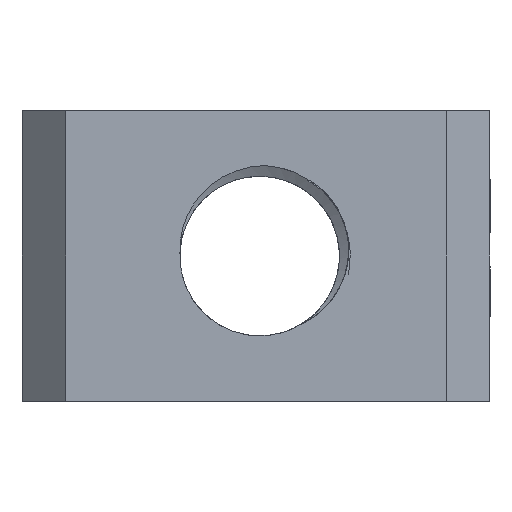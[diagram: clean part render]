
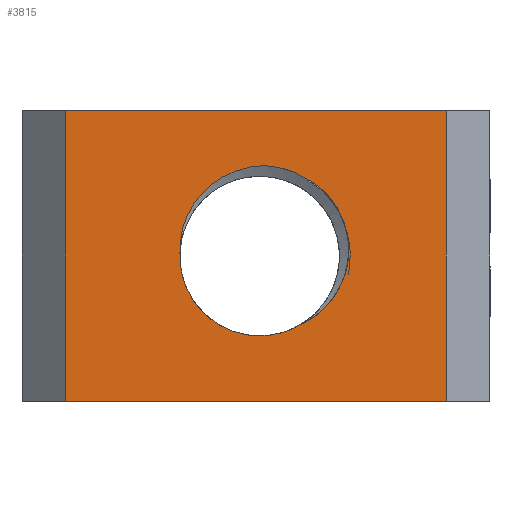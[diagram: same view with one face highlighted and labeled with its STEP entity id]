
A CAD part, left-side view. The second image highlights one B-rep face of the part: STEP entity #3815.
In plain terms, the highlighted face is planar.
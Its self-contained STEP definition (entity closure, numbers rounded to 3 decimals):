
#89 = CARTESIAN_POINT ( 'NONE',  ( 28.914, -0.506, 37.5 ) ) ;
#103 = CIRCLE ( 'NONE', #245, 5.628 ) ;
#113 = DIRECTION ( 'NONE',  ( 1., 0., 0. ) ) ;
#157 = CARTESIAN_POINT ( 'NONE',  ( 32.678, -15.146, 37.5 ) ) ;
#164 = VERTEX_POINT ( 'NONE', #230 ) ;
#177 = CARTESIAN_POINT ( 'NONE',  ( 28.914, -0.506, 37.5 ) ) ;
#230 = CARTESIAN_POINT ( 'NONE',  ( 17.977, -3.007, 37.5 ) ) ;
#240 = EDGE_CURVE ( 'NONE', #164, #2074, #595, .T. ) ;
#245 = AXIS2_PLACEMENT_3D ( 'NONE', #2579, #2244, #2867 ) ;
#330 = CARTESIAN_POINT ( 'NONE',  ( 27.963, -3.476, 37.5 ) ) ;
#412 = EDGE_CURVE ( 'NONE', #3013, #3864, #979, .T. ) ;
#456 = EDGE_CURVE ( 'NONE', #3456, #1155, #2696, .T. ) ;
#485 = EDGE_CURVE ( 'NONE', #164, #3013, #103, .T. ) ;
#548 = VERTEX_POINT ( 'NONE', #667 ) ;
#555 = CARTESIAN_POINT ( 'NONE',  ( 22.674, -0.146, 37.5 ) ) ;
#556 = CARTESIAN_POINT ( 'NONE',  ( 26.629, 4.148, 37.5 ) ) ;
#595 = CIRCLE ( 'NONE', #1807, 5.5 ) ;
#600 = DIRECTION ( 'NONE',  ( 1., 0., 0. ) ) ;
#653 = CARTESIAN_POINT ( 'NONE',  ( 28.914, -0.506, 37.5 ) ) ;
#667 = CARTESIAN_POINT ( 'NONE',  ( 32.678, -13.025, 37.5 ) ) ;
#674 = EDGE_CURVE ( 'NONE', #3864, #1563, #3753, .T. ) ;
#737 = EDGE_CURVE ( 'NONE', #3784, #548, #3434, .T. ) ;
#789 = EDGE_CURVE ( 'NONE', #3784, #1155, #1588, .T. ) ;
#874 = CARTESIAN_POINT ( 'NONE',  ( 23.065, 5.34, 37.5 ) ) ;
#884 = CARTESIAN_POINT ( 'NONE',  ( 28.865, 0.26, 37.5 ) ) ;
#913 = CARTESIAN_POINT ( 'NONE',  ( 28.121, 2.42, 37.5 ) ) ;
#922 = CARTESIAN_POINT ( 'NONE',  ( 17.174, -0.146, 37.5 ) ) ;
#979 = B_SPLINE_CURVE_WITH_KNOTS ( 'NONE', 3,
 ( #3473, #1321, #2231, #2524, #2257, #653 ),
 .UNSPECIFIED., .F., .F.,
 ( 4, 2, 4 ),
 ( 0.002, 0.003, 0.005 ),
 .UNSPECIFIED. ) ;
#1155 = VERTEX_POINT ( 'NONE', #3432 ) ;
#1295 = LINE ( 'NONE', #157, #3941 ) ;
#1321 = CARTESIAN_POINT ( 'NONE',  ( 28.241, -3.034, 37.5 ) ) ;
#1324 = AXIS2_PLACEMENT_3D ( 'NONE', #3212, #1990, #113 ) ;
#1357 = EDGE_LOOP ( 'NONE', ( #2234, #2272, #3279, #2569 ) ) ;
#1367 = EDGE_LOOP ( 'NONE', ( #2246, #3022, #3564, #1956, #2169 ) ) ;
#1439 = EDGE_CURVE ( 'NONE', #2074, #1563, #3331, .T. ) ;
#1443 = CARTESIAN_POINT ( 'NONE',  ( 32.678, -13.025, 37.5 ) ) ;
#1481 = CARTESIAN_POINT ( 'NONE',  ( 25.995, 4.576, 37.5 ) ) ;
#1488 = AXIS2_PLACEMENT_3D ( 'NONE', #555, #2421, #600 ) ;
#1506 = CARTESIAN_POINT ( 'NONE',  ( 28.522, 1.552, 37.5 ) ) ;
#1563 = VERTEX_POINT ( 'NONE', #3855 ) ;
#1588 = LINE ( 'NONE', #3631, #3995 ) ;
#1803 = EDGE_CURVE ( 'NONE', #548, #3456, #1295, .T. ) ;
#1807 = AXIS2_PLACEMENT_3D ( 'NONE', #3694, #2090, #2067 ) ;
#1813 = CARTESIAN_POINT ( 'NONE',  ( 27.701, 3.057, 37.5 ) ) ;
#1956 = ORIENTED_EDGE ( 'NONE', *, *, #1439, .T. ) ;
#1990 = DIRECTION ( 'NONE',  ( 0., 0., -1. ) ) ;
#2004 = CARTESIAN_POINT ( 'NONE',  ( 12.678, -13.025, 37.5 ) ) ;
#2067 = DIRECTION ( 'NONE',  ( 1., 0., 0. ) ) ;
#2074 = VERTEX_POINT ( 'NONE', #922 ) ;
#2090 = DIRECTION ( 'NONE',  ( 0., 0., -1. ) ) ;
#2099 = CARTESIAN_POINT ( 'NONE',  ( 26.921, 3.905, 37.5 ) ) ;
#2110 = CARTESIAN_POINT ( 'NONE',  ( 23.445, 5.346, 37.5 ) ) ;
#2169 = ORIENTED_EDGE ( 'NONE', *, *, #674, .F. ) ;
#2231 = CARTESIAN_POINT ( 'NONE',  ( 28.466, -2.552, 37.5 ) ) ;
#2234 = ORIENTED_EDGE ( 'NONE', *, *, #1803, .T. ) ;
#2244 = DIRECTION ( 'NONE',  ( 0., 0., 1. ) ) ;
#2246 = ORIENTED_EDGE ( 'NONE', *, *, #412, .F. ) ;
#2257 = CARTESIAN_POINT ( 'NONE',  ( 28.883, -1.031, 37.5 ) ) ;
#2272 = ORIENTED_EDGE ( 'NONE', *, *, #456, .T. ) ;
#2372 = CARTESIAN_POINT ( 'NONE',  ( 28.907, -0.12, 37.5 ) ) ;
#2378 = DIRECTION ( 'NONE',  ( 0., 1., 0. ) ) ;
#2421 = DIRECTION ( 'NONE',  ( 0., 0., -1. ) ) ;
#2435 = CARTESIAN_POINT ( 'NONE',  ( 28.749, 0.819, 37.5 ) ) ;
#2461 = CARTESIAN_POINT ( 'NONE',  ( 28.588, 1.37, 37.5 ) ) ;
#2524 = CARTESIAN_POINT ( 'NONE',  ( 28.787, -1.551, 37.5 ) ) ;
#2569 = ORIENTED_EDGE ( 'NONE', *, *, #737, .T. ) ;
#2579 = CARTESIAN_POINT ( 'NONE',  ( 23.091, -0.658, 37.5 ) ) ;
#2696 = LINE ( 'NONE', #3165, #2942 ) ;
#2730 = CARTESIAN_POINT ( 'NONE',  ( 23.828, 5.313, 37.5 ) ) ;
#2867 = DIRECTION ( 'NONE',  ( 1., 0., 0. ) ) ;
#2942 = VECTOR ( 'NONE', #3516, 1000. ) ;
#2991 = DIRECTION ( 'NONE',  ( 0., 1., 0. ) ) ;
#3013 = VERTEX_POINT ( 'NONE', #330 ) ;
#3016 = DIRECTION ( 'NONE',  ( 1., 0., 0. ) ) ;
#3022 = ORIENTED_EDGE ( 'NONE', *, *, #485, .F. ) ;
#3165 = CARTESIAN_POINT ( 'NONE',  ( 12.678, 13.232, 37.5 ) ) ;
#3188 = FACE_OUTER_BOUND ( 'NONE', #1357, .T. ) ;
#3212 = CARTESIAN_POINT ( 'NONE',  ( 12.678, -15.146, 37.5 ) ) ;
#3279 = ORIENTED_EDGE ( 'NONE', *, *, #789, .F. ) ;
#3331 = CIRCLE ( 'NONE', #1488, 5.5 ) ;
#3334 = VECTOR ( 'NONE', #3016, 1000. ) ;
#3339 = CARTESIAN_POINT ( 'NONE',  ( 24.584, 5.165, 37.5 ) ) ;
#3377 = CARTESIAN_POINT ( 'NONE',  ( 28.701, 1.004, 37.5 ) ) ;
#3432 = CARTESIAN_POINT ( 'NONE',  ( 12.678, 13.232, 37.5 ) ) ;
#3434 = LINE ( 'NONE', #1443, #3334 ) ;
#3456 = VERTEX_POINT ( 'NONE', #3743 ) ;
#3473 = CARTESIAN_POINT ( 'NONE',  ( 27.963, -3.476, 37.5 ) ) ;
#3516 = DIRECTION ( 'NONE',  ( -1., 0., 0. ) ) ;
#3564 = ORIENTED_EDGE ( 'NONE', *, *, #240, .T. ) ;
#3573 = PLANE ( 'NONE',  #1324 ) ;
#3631 = CARTESIAN_POINT ( 'NONE',  ( 12.678, -18.025, 37.5 ) ) ;
#3671 = CARTESIAN_POINT ( 'NONE',  ( 24.949, 5.054, 37.5 ) ) ;
#3694 = CARTESIAN_POINT ( 'NONE',  ( 22.674, -0.146, 37.5 ) ) ;
#3701 = CARTESIAN_POINT ( 'NONE',  ( 25.653, 4.761, 37.5 ) ) ;
#3743 = CARTESIAN_POINT ( 'NONE',  ( 32.678, 13.232, 37.5 ) ) ;
#3753 = B_SPLINE_CURVE_WITH_KNOTS ( 'NONE', 3,
 ( #177, #2372, #884, #2435, #3377, #2461, #1506, #4017, #913, #1813, #4006, #2099, #556, #1481, #3701, #3671, #3339, #2730, #2110, #874 ),
 .UNSPECIFIED., .F., .F.,
 ( 4, 2, 2, 2, 2, 2, 2, 2, 2, 4 ),
 ( 0., 0.001, 0.002, 0.002, 0.003, 0.005, 0.006, 0.007, 0.008, 0.009 ),
 .UNSPECIFIED. ) ;
#3784 = VERTEX_POINT ( 'NONE', #2004 ) ;
#3815 = ADVANCED_FACE ( 'NONE', ( #3842, #3188 ), #3573, .F. ) ;
#3842 = FACE_BOUND ( 'NONE', #1367, .T. ) ;
#3855 = CARTESIAN_POINT ( 'NONE',  ( 23.065, 5.34, 37.5 ) ) ;
#3864 = VERTEX_POINT ( 'NONE', #89 ) ;
#3941 = VECTOR ( 'NONE', #2991, 1000. ) ;
#3995 = VECTOR ( 'NONE', #2378, 1000. ) ;
#4006 = CARTESIAN_POINT ( 'NONE',  ( 27.457, 3.36, 37.5 ) ) ;
#4017 = CARTESIAN_POINT ( 'NONE',  ( 28.301, 2.084, 37.5 ) ) ;
